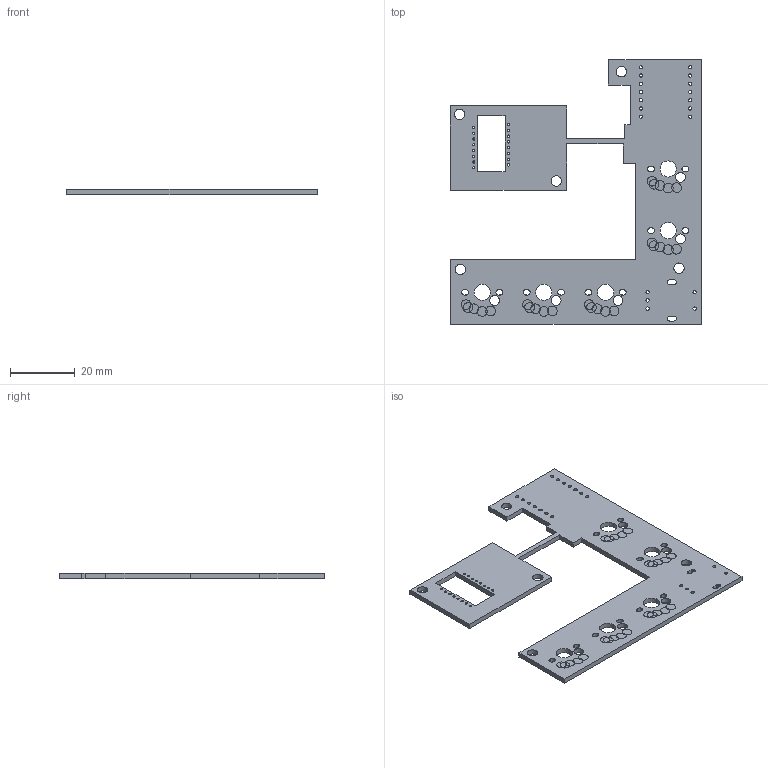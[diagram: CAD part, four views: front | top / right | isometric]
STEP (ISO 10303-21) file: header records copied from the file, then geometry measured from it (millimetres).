
FILE_DESCRIPTION(('KiCad electronic assembly'),'2;1');
FILE_NAME('Katkoot.step','2024-04-19T05:30:06',('Pcbnew'),('Kicad'), 'Open CASCADE STEP processor 7.6','KiCad to STEP converter','Unknown' );
FILE_SCHEMA(('AUTOMOTIVE_DESIGN { 1 0 10303 214 1 1 1 1 }'));
Length unit declared in the file: millimetre
Products named in the file (2): Katkoot 1; Katkoot PCB
Assembly tree (1 placements, depth 2):
  Katkoot 1
    Katkoot PCB
Bounding box: 77.45 x 81.7 x 1.58 mm (x, y, z)
Volume: 5525.8 mm3; surface area: 8407.3 mm2
Topology: 1 solids, 1 shells, 299 faces, 811 edges, 524 vertices
Faces by surface type: plane 219, cylinder 80
Full cylindrical faces by diameter (mm): 0.7 x16, 1 x19, 3 x5, 3.2 x5, 5 x5
Entity records: 22757 total; most frequent: CARTESIAN_POINT 7978, DIRECTION 2685, ORIENTED_EDGE 1622, PCURVE 1622, DEFINITIONAL_REPRESENTATION 1622, LINE 1143, VECTOR 1143, EDGE_CURVE 811
